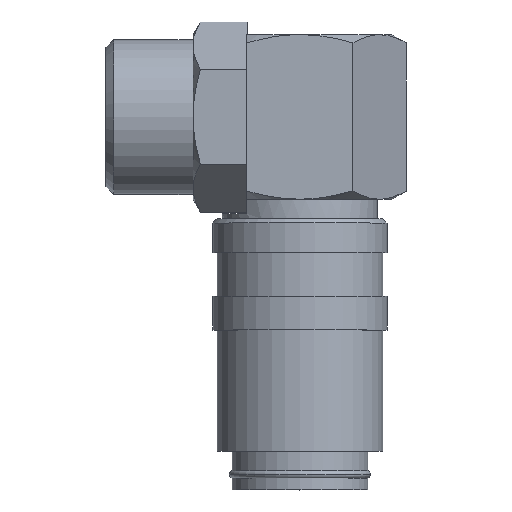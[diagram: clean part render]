
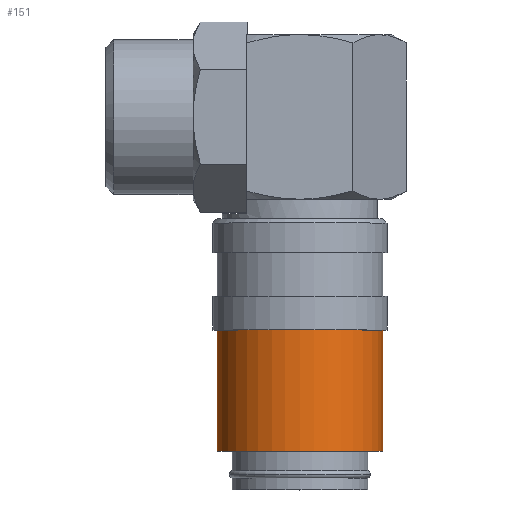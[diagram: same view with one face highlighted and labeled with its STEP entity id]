
A CAD part, top view. The second image highlights one B-rep face of the part: STEP entity #151.
In plain terms, the highlighted cylindrical face has radius 8.55 mm (diameter 17.1 mm), a partial arc.
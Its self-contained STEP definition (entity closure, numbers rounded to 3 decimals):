
#151=ADVANCED_FACE('',(#358),#359,.T.);
#358=FACE_OUTER_BOUND('',#617,.T.);
#359=CYLINDRICAL_SURFACE('',#618,8.55);
#617=EDGE_LOOP('',(#985,#986,#987,#988));
#618=AXIS2_PLACEMENT_3D('',#989,#990,#991);
#985=ORIENTED_EDGE('',*,*,#1599,.F.);
#986=ORIENTED_EDGE('',*,*,#1600,.T.);
#987=ORIENTED_EDGE('',*,*,#1601,.F.);
#988=ORIENTED_EDGE('',*,*,#1550,.F.);
#989=CARTESIAN_POINT('',(0.0,10.25,0.0));
#990=DIRECTION('',(0.0,1.0,0.0));
#991=DIRECTION('',(-1.0,0.0,0.));
#1550=EDGE_CURVE('',#1860,#1861,#1862,.T.);
#1599=EDGE_CURVE('',#1936,#1860,#1937,.T.);
#1600=EDGE_CURVE('',#1936,#1938,#1939,.T.);
#1601=EDGE_CURVE('',#1861,#1938,#1940,.T.);
#1860=VERTEX_POINT('',#2430);
#1861=VERTEX_POINT('',#2431);
#1862=CIRCLE('',#2432,8.55);
#1936=VERTEX_POINT('',#2615);
#1937=LINE('',#2616,#2617);
#1938=VERTEX_POINT('',#2618);
#1939=CIRCLE('',#2619,8.55);
#1940=LINE('',#2620,#2621);
#2430=CARTESIAN_POINT('',(-8.55,16.5,0.));
#2431=CARTESIAN_POINT('',(8.55,16.5,0.));
#2432=AXIS2_PLACEMENT_3D('',#3105,#3106,#3107);
#2615=CARTESIAN_POINT('',(-8.55,4.0,0.));
#2616=CARTESIAN_POINT('',(-8.55,10.25,0.));
#2617=VECTOR('',#3169,1.0);
#2618=CARTESIAN_POINT('',(8.55,4.0,0.));
#2619=AXIS2_PLACEMENT_3D('',#3170,#3171,#3172);
#2620=CARTESIAN_POINT('',(8.55,10.25,0.));
#2621=VECTOR('',#3173,1.0);
#3105=CARTESIAN_POINT('',(0.0,16.5,0.0));
#3106=DIRECTION('',(0.0,1.0,0.0));
#3107=DIRECTION('',(-1.0,0.0,0.));
#3169=DIRECTION('',(0.0,1.0,0.0));
#3170=CARTESIAN_POINT('',(0.0,4.0,0.0));
#3171=DIRECTION('',(0.0,1.0,0.0));
#3172=DIRECTION('',(-1.0,0.0,0.));
#3173=DIRECTION('',(-0.0,-1.0,-0.0));
